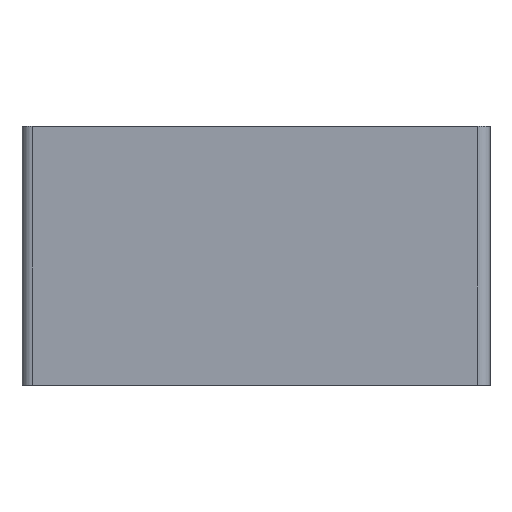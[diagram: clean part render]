
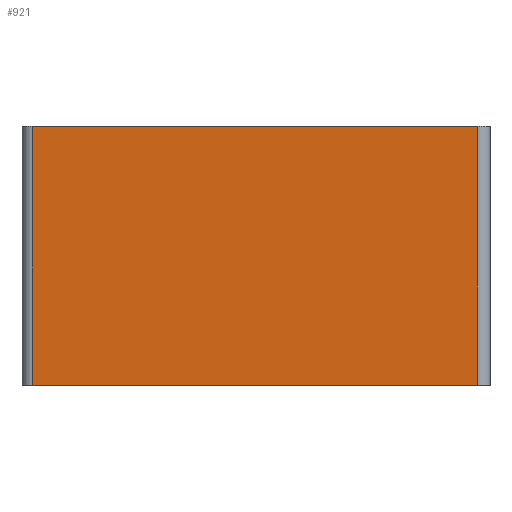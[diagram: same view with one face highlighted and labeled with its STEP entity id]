
A CAD part, top view. The second image highlights one B-rep face of the part: STEP entity #921.
In plain terms, the highlighted planar face has unit normal (-0.088, 0, 0.996).
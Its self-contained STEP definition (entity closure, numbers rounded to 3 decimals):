
#625 = VERTEX_POINT('',#626);
#626 = CARTESIAN_POINT('',(122.487,0.,
    36.532));
#694 = VERTEX_POINT('',#695);
#695 = CARTESIAN_POINT('',(122.487,-70.,36.532));
#748 = EDGE_CURVE('',#625,#694,#749,.T.);
#749 = LINE('',#750,#751);
#750 = CARTESIAN_POINT('',(122.487,0.,
    36.532));
#751 = VECTOR('',#752,1.);
#752 = DIRECTION('',(0.,-1.,0.));
#846 = EDGE_CURVE('',#847,#625,#849,.T.);
#847 = VERTEX_POINT('',#848);
#848 = CARTESIAN_POINT('',(1.987,0.,
    25.928));
#849 = LINE('',#850,#851);
#850 = CARTESIAN_POINT('',(-0.066,0.,
    25.747));
#851 = VECTOR('',#852,1.);
#852 = DIRECTION('',(0.996,0.,
    0.088));
#902 = EDGE_CURVE('',#903,#694,#905,.T.);
#903 = VERTEX_POINT('',#904);
#904 = CARTESIAN_POINT('',(1.987,-70.,25.928));
#905 = LINE('',#906,#907);
#906 = CARTESIAN_POINT('',(-0.066,-70.,25.747));
#907 = VECTOR('',#908,1.);
#908 = DIRECTION('',(0.996,0.,
    0.088));
#921 = ADVANCED_FACE('',(#922),#933,.T.);
#922 = FACE_BOUND('',#923,.T.);
#923 = EDGE_LOOP('',(#924,#930,#931,#932));
#924 = ORIENTED_EDGE('',*,*,#925,.T.);
#925 = EDGE_CURVE('',#847,#903,#926,.T.);
#926 = LINE('',#927,#928);
#927 = CARTESIAN_POINT('',(1.987,0.,
    25.928));
#928 = VECTOR('',#929,1.);
#929 = DIRECTION('',(0.,-1.,0.));
#930 = ORIENTED_EDGE('',*,*,#902,.T.);
#931 = ORIENTED_EDGE('',*,*,#748,.F.);
#932 = ORIENTED_EDGE('',*,*,#846,.F.);
#933 = PLANE('',#934);
#934 = AXIS2_PLACEMENT_3D('',#935,#936,#937);
#935 = CARTESIAN_POINT('',(1.987,0.,
    25.928));
#936 = DIRECTION('',(-0.088,0.,
    0.996));
#937 = DIRECTION('',(0.996,0.,
    0.088));
